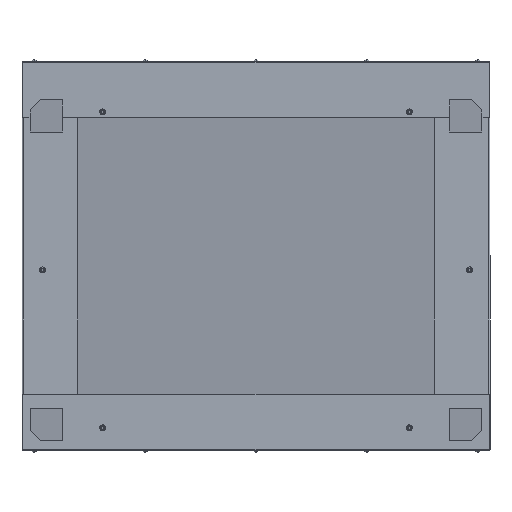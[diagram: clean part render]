
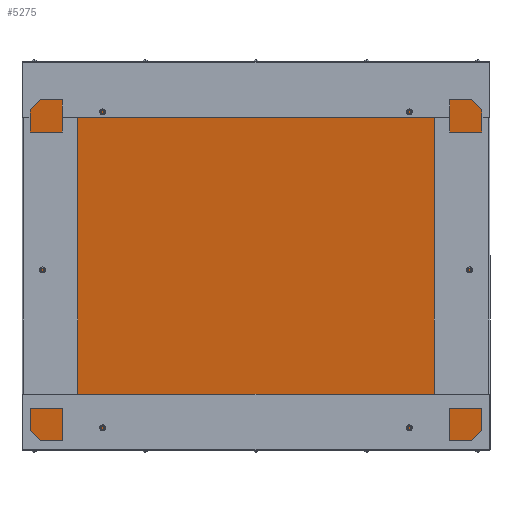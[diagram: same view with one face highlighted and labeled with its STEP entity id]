
A CAD part, front view. The second image highlights one B-rep face of the part: STEP entity #5275.
In plain terms, the highlighted planar face has unit normal (0, -0.99, -0.141).
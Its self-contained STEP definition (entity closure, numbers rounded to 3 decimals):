
#90 = VECTOR ( 'NONE', #1538, 1000. ) ;
#413 = VERTEX_POINT ( 'NONE', #4074 ) ;
#431 = DIRECTION ( 'NONE',  ( 0., 0.141, -0.99 ) ) ;
#488 = VECTOR ( 'NONE', #4702, 1000. ) ;
#975 = DIRECTION ( 'NONE',  ( -1., 0., 0. ) ) ;
#1122 = EDGE_CURVE ( 'NONE', #3556, #2119, #3702, .T. ) ;
#1344 = ORIENTED_EDGE ( 'NONE', *, *, #1122, .T. ) ;
#1450 = CARTESIAN_POINT ( 'NONE',  ( 418., 118.684, -697.859 ) ) ;
#1457 = PLANE ( 'NONE',  #6680 ) ;
#1538 = DIRECTION ( 'NONE',  ( 0., -0.141, 0.99 ) ) ;
#1558 = LINE ( 'NONE', #3856, #5768 ) ;
#2028 = ORIENTED_EDGE ( 'NONE', *, *, #5692, .F. ) ;
#2119 = VERTEX_POINT ( 'NONE', #2844 ) ;
#2185 = VECTOR ( 'NONE', #975, 1000. ) ;
#2235 = ORIENTED_EDGE ( 'NONE', *, *, #5957, .T. ) ;
#2417 = CARTESIAN_POINT ( 'NONE',  ( 418., 19.255, -1.859 ) ) ;
#2563 = DIRECTION ( 'NONE',  ( 0., -0.99, -0.141 ) ) ;
#2844 = CARTESIAN_POINT ( 'NONE',  ( -418., 19.255, -1.859 ) ) ;
#3092 = FACE_OUTER_BOUND ( 'NONE', #5688, .T. ) ;
#3156 = ORIENTED_EDGE ( 'NONE', *, *, #3289, .F. ) ;
#3233 = DIRECTION ( 'NONE',  ( 0., -0.141, 0.99 ) ) ;
#3289 = EDGE_CURVE ( 'NONE', #413, #2119, #4877, .T. ) ;
#3556 = VERTEX_POINT ( 'NONE', #2417 ) ;
#3589 = CARTESIAN_POINT ( 'NONE',  ( 418., 19.255, -1.859 ) ) ;
#3637 = CARTESIAN_POINT ( 'NONE',  ( 418., 119.01, -700.141 ) ) ;
#3702 = LINE ( 'NONE', #3589, #2185 ) ;
#3856 = CARTESIAN_POINT ( 'NONE',  ( 418., 119.01, -700.141 ) ) ;
#4074 = CARTESIAN_POINT ( 'NONE',  ( -418., 118.684, -697.859 ) ) ;
#4702 = DIRECTION ( 'NONE',  ( -1., 0., 0. ) ) ;
#4877 = LINE ( 'NONE', #5374, #90 ) ;
#5275 = ADVANCED_FACE ( 'NONE', ( #3092 ), #1457, .T. ) ;
#5333 = LINE ( 'NONE', #1450, #488 ) ;
#5374 = CARTESIAN_POINT ( 'NONE',  ( -418., 119.01, -700.141 ) ) ;
#5677 = VERTEX_POINT ( 'NONE', #6853 ) ;
#5688 = EDGE_LOOP ( 'NONE', ( #3156, #2028, #2235, #1344 ) ) ;
#5692 = EDGE_CURVE ( 'NONE', #5677, #413, #5333, .T. ) ;
#5768 = VECTOR ( 'NONE', #3233, 1000. ) ;
#5957 = EDGE_CURVE ( 'NONE', #5677, #3556, #1558, .T. ) ;
#6680 = AXIS2_PLACEMENT_3D ( 'NONE', #3637, #2563, #431 ) ;
#6853 = CARTESIAN_POINT ( 'NONE',  ( 418., 118.684, -697.859 ) ) ;
